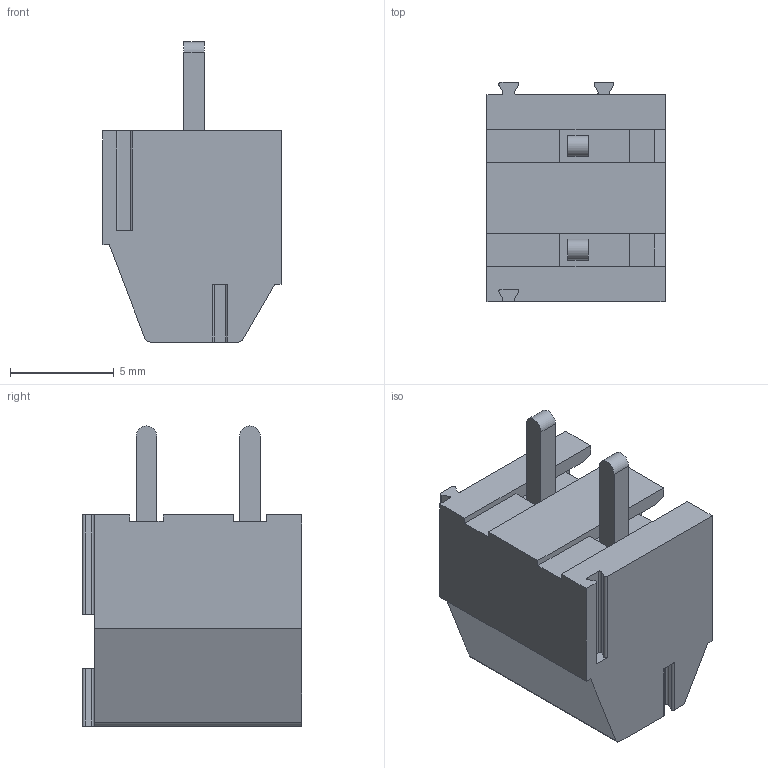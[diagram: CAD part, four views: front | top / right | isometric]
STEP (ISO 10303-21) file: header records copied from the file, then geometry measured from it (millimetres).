
FILE_DESCRIPTION( ( 'STEP AP214' ), '1' );
FILE_NAME( 'MBE152-5-V.stp', ' ', ( ' ' ), ( ' ' ), 'PSStep 14.0', 'VISI 19.0', ' ' );
FILE_SCHEMA( ( 'AUTOMOTIVE_DESIGN { 1 0 10303 214 1 1 1 1 }' ) );
Length unit declared in the file: millimetre
Products named in the file (1): 1
Bounding box: 8.6 x 10.6 x 14.5 mm (x, y, z)
Volume: 555.6 mm3; surface area: 1000.2 mm2
Topology: 1 solids, 3 shells, 164 faces, 446 edges, 298 vertices
Faces by surface type: plane 128, cylinder 34, torus 2
Full cylindrical faces by diameter (mm): 2.5 x2, 3.3 x2, 3.4 x2
Entity records: 6381 total; most frequent: CARTESIAN_POINT 889, ORIENTED_EDGE 864, DIRECTION 846, EDGE_CURVE 432, LINE 348, VECTOR 348, VERTEX_POINT 292, AXIS2_PLACEMENT_3D 249
